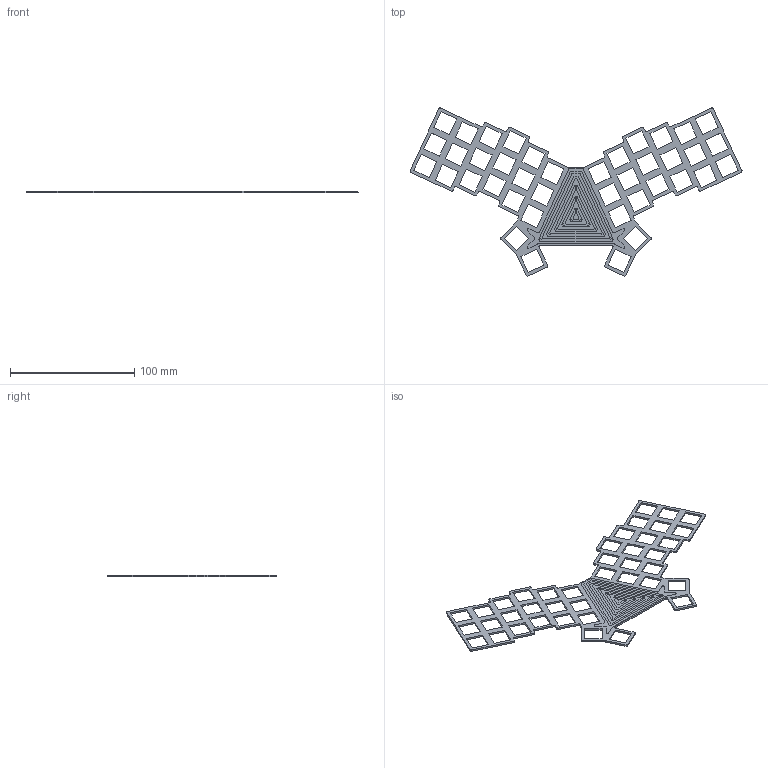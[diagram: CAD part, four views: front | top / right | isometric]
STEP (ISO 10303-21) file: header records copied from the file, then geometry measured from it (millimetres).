
FILE_DESCRIPTION(('HOOPS Exchange Step'),'2;1');
FILE_NAME('temp_export','2024-06-04T19:49:21-04:00',('jscotto'),('Shapr3D Limited'),'HOOPS Exchange 2024.2','Shapr3D','Authorized');
FILE_SCHEMA( ('AUTOMOTIVE_DESIGN { 1 0 10303 214 1 1 1 1 }') );
Length unit declared in the file: millimetre
Products named in the file (2): Plate; 3x6
Assembly tree (1 placements, depth 2):
  3x6
    Plate
Bounding box: 267.42 x 135.46 x 1.4 mm (x, y, z)
Volume: 13350 mm3; surface area: 27475.9 mm2
Topology: 2 solids, 2 shells, 627 faces, 1821 edges, 1214 vertices
Faces by surface type: plane 384, cylinder 243
Entity records: 20990 total; most frequent: CARTESIAN_POINT 3664, ORIENTED_EDGE 3642, DIRECTION 3565, EDGE_CURVE 1821, VECTOR 1335, LINE 1335, VERTEX_POINT 1214, AXIS2_PLACEMENT_3D 1115
